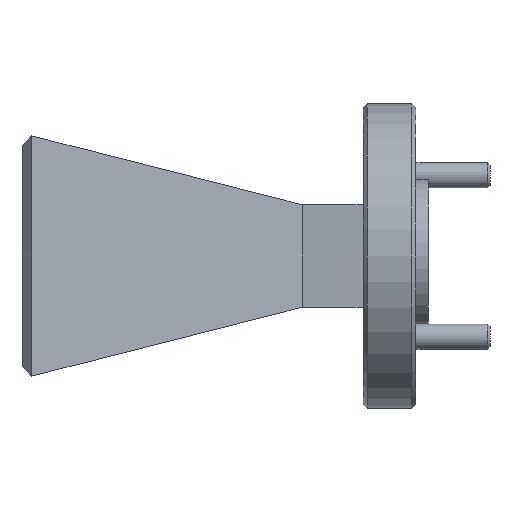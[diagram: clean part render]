
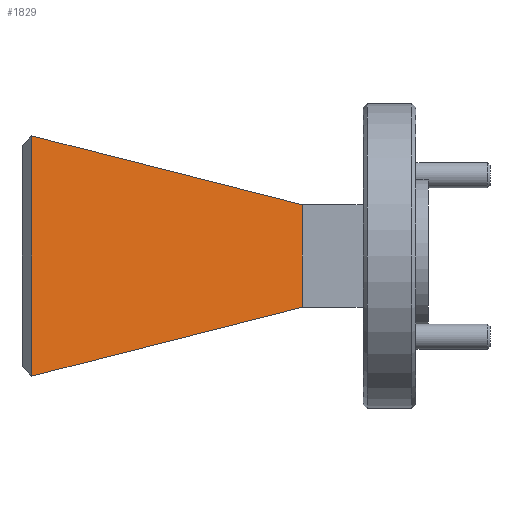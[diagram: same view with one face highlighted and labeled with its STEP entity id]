
A CAD part, front view. The second image highlights one B-rep face of the part: STEP entity #1829.
In plain terms, the highlighted planar face has unit normal (0.216, -0.976, 0).
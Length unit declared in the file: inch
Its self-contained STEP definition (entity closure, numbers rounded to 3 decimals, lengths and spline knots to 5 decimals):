
#131 = DIRECTION ( 'NONE',  ( 0., 0., 1. ) ) ;
#215 = ORIENTED_EDGE ( 'NONE', *, *, #1954, .F. ) ;
#221 = CARTESIAN_POINT ( 'NONE',  ( -0.15, -0.089, -0.126 ) ) ;
#226 = ORIENTED_EDGE ( 'NONE', *, *, #247, .T. ) ;
#247 = EDGE_CURVE ( 'NONE', #1757, #393, #1905, .T. ) ;
#256 = DIRECTION ( 'NONE',  ( -0.947, -0.21, -0.242 ) ) ;
#268 = CARTESIAN_POINT ( 'NONE',  ( -0.81544, -0.23656, -0.29574 ) ) ;
#285 = FACE_OUTER_BOUND ( 'NONE', #640, .T. ) ;
#286 = VERTEX_POINT ( 'NONE', #221 ) ;
#293 = DIRECTION ( 'NONE',  ( -0.947, -0.21, 0.242 ) ) ;
#393 = VERTEX_POINT ( 'NONE', #2167 ) ;
#454 = CARTESIAN_POINT ( 'NONE',  ( -0.15, -0.089, -0.126 ) ) ;
#520 = VECTOR ( 'NONE', #1503, 39.37008 ) ;
#542 = EDGE_CURVE ( 'NONE', #393, #616, #693, .T. ) ;
#570 = AXIS2_PLACEMENT_3D ( 'NONE', #1697, #1884, #1644 ) ;
#616 = VERTEX_POINT ( 'NONE', #268 ) ;
#636 = VECTOR ( 'NONE', #293, 39.37008 ) ;
#640 = EDGE_LOOP ( 'NONE', ( #226, #2279, #215, #2344 ) ) ;
#693 = LINE ( 'NONE', #2286, #520 ) ;
#709 = LINE ( 'NONE', #2475, #1161 ) ;
#848 = PLANE ( 'NONE',  #570 ) ;
#925 = CARTESIAN_POINT ( 'NONE',  ( -0.15, -0.089, 0.126 ) ) ;
#1161 = VECTOR ( 'NONE', #131, 39.37008 ) ;
#1452 = VECTOR ( 'NONE', #256, 39.37008 ) ;
#1457 = LINE ( 'NONE', #454, #1452 ) ;
#1503 = DIRECTION ( 'NONE',  ( 0., 0., -1. ) ) ;
#1644 = DIRECTION ( 'NONE',  ( 0.976, 0.216, 0. ) ) ;
#1697 = CARTESIAN_POINT ( 'NONE',  ( 0.01178, -0.05313, 0. ) ) ;
#1757 = VERTEX_POINT ( 'NONE', #2457 ) ;
#1829 = ADVANCED_FACE ( 'NONE', ( #285 ), #848, .T. ) ;
#1884 = DIRECTION ( 'NONE',  ( 0.216, -0.976, 0. ) ) ;
#1905 = LINE ( 'NONE', #925, #636 ) ;
#1954 = EDGE_CURVE ( 'NONE', #286, #616, #1457, .T. ) ;
#2167 = CARTESIAN_POINT ( 'NONE',  ( -0.81544, -0.23656, 0.29574 ) ) ;
#2279 = ORIENTED_EDGE ( 'NONE', *, *, #542, .T. ) ;
#2286 = CARTESIAN_POINT ( 'NONE',  ( -0.81544, -0.23656, -0.302 ) ) ;
#2302 = EDGE_CURVE ( 'NONE', #286, #1757, #709, .T. ) ;
#2344 = ORIENTED_EDGE ( 'NONE', *, *, #2302, .T. ) ;
#2457 = CARTESIAN_POINT ( 'NONE',  ( -0.15, -0.089, 0.126 ) ) ;
#2475 = CARTESIAN_POINT ( 'NONE',  ( -0.15, -0.089, 0. ) ) ;
